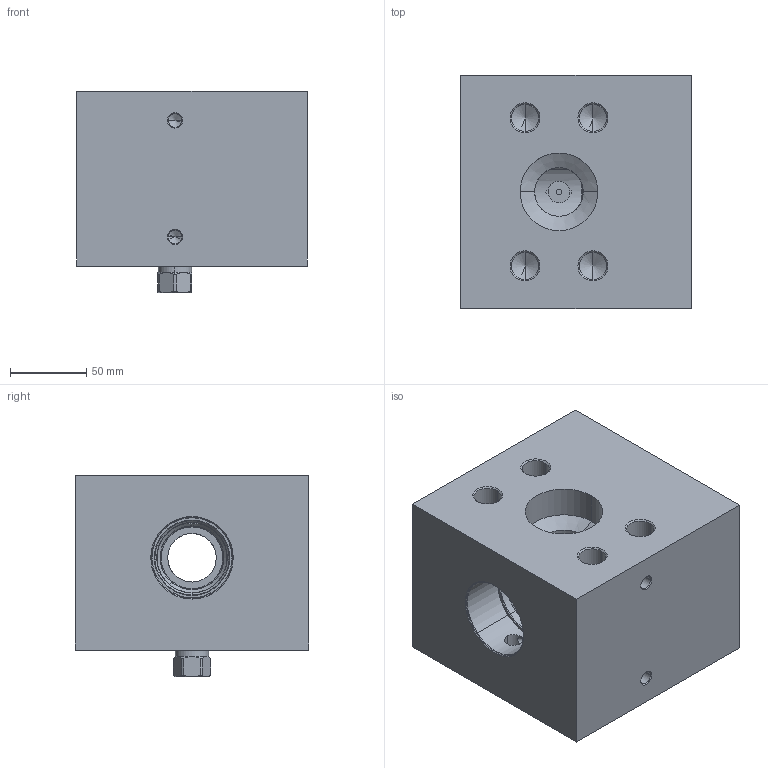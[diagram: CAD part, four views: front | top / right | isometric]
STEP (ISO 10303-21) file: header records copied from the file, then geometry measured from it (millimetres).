
FILE_DESCRIPTION((''),'2;1');
FILE_NAME('KG8_ASM','2023-09-11T',('ProEService'),(''),'PRO/ENGINEER BY PARAMETRIC TECHNOLOGY CORPORATION, 2014200','PRO/ENGINEER BY PARAMETRIC TECHNOLOGY CORPORATION, 2014200','');
FILE_SCHEMA(('CONFIG_CONTROL_DESIGN'));
Length unit declared in the file: inch
Products named in the file (3): 159-388-001; CSAAEXN; KG8_ASM
Assembly tree (2 placements, depth 2):
  KG8_ASM
    159-388-001
    CSAAEXN
Bounding box: 150.83 x 152.4 x 131.78 mm (x, y, z)
Volume: 2199407.9 mm3; surface area: 170798.6 mm2
Topology: 3 solids, 5 shells, 310 faces, 951 edges, 753 vertices
Faces by surface type: cylinder 126, cone 106, plane 41, torus 31, revolution 6
Entity records: 11601 total; most frequent: CARTESIAN_POINT 3067, DIRECTION 1905, ORIENTED_EDGE 1472, EDGE_CURVE 736, AXIS2_PLACEMENT_3D 719, VECTOR 461, LINE 461, VERTEX_POINT 460
